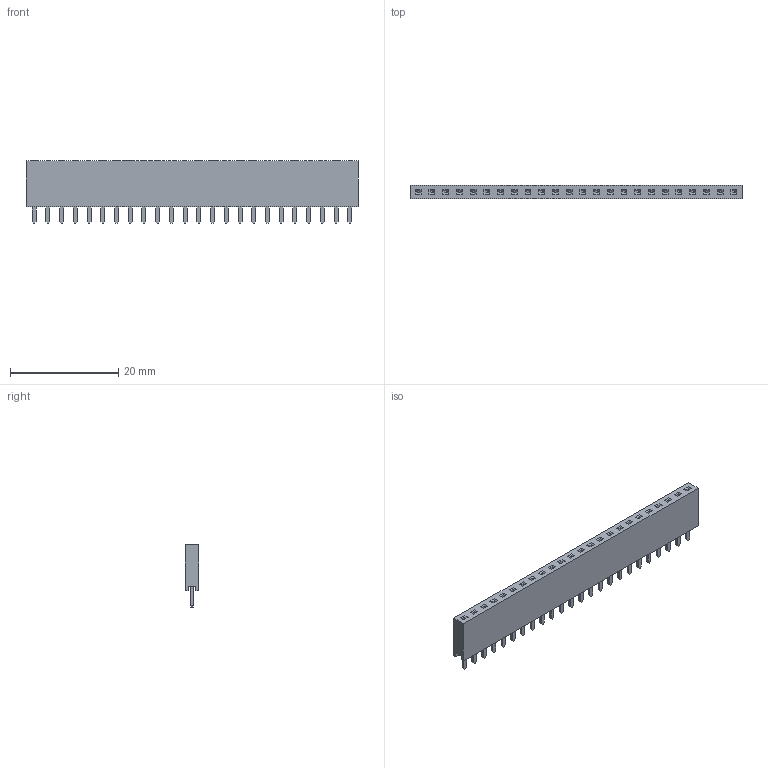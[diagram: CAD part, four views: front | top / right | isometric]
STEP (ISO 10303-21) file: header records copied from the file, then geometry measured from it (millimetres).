
FILE_DESCRIPTION(('STEP AP242'),'1');
FILE_NAME('61302411821.stp','2022-05-07T14:23:13',('TraceParts'),('TraceParts S.A.'),'Spatial InterOp 3D',' ',' ');
FILE_SCHEMA(('AP242_MANAGED_MODEL_BASED_3D_ENGINEERING_MIM_LF {1 0 10303 442 1 1 4}'));
Length unit declared in the file: millimetre
Products named in the file (1): 61302411821_1
Bounding box: 61.46 x 2.5 x 11.61 mm (x, y, z)
Volume: 1188 mm3; surface area: 3102 mm2
Topology: 25 solids, 25 shells, 898 faces, 2448 edges, 1600 vertices
Faces by surface type: plane 802, extrusion 48, cylinder 48
Entity records: 35640 total; most frequent: CARTESIAN_POINT 5691, ORIENTED_EDGE 4896, DIRECTION 4246, EDGE_CURVE 2448, VECTOR 2304, LINE 2256, VERTEX_POINT 1600, AXIS2_PLACEMENT_3D 971
